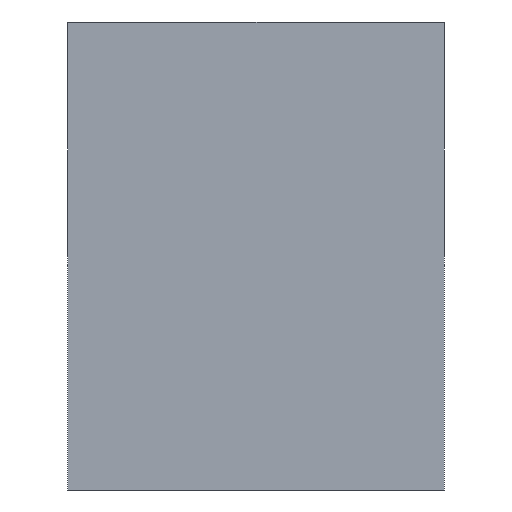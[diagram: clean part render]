
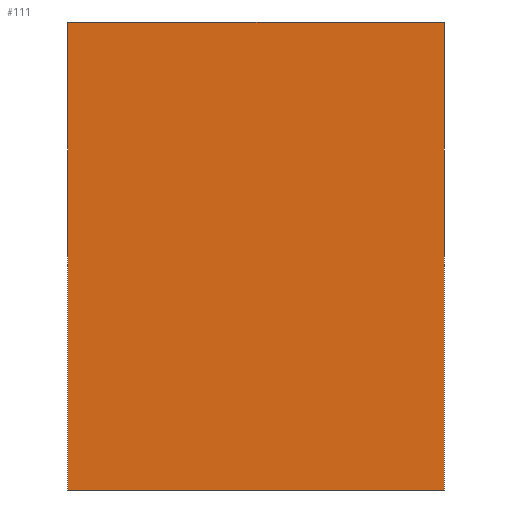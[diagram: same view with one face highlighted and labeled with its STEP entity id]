
A CAD part, left-side view. The second image highlights one B-rep face of the part: STEP entity #111.
In plain terms, the highlighted planar face has unit normal (-1, 0, 0).
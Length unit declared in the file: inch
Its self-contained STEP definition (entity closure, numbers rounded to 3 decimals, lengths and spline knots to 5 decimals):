
#27 = VERTEX_POINT ( 'NONE', #204 ) ;
#28 = VERTEX_POINT ( 'NONE', #206 ) ;
#34 = VERTEX_POINT ( 'NONE', #207 ) ;
#35 = VERTEX_POINT ( 'NONE', #127 ) ;
#48 = VECTOR ( 'NONE', #195, 39.37008 ) ;
#50 = VECTOR ( 'NONE', #217, 39.37008 ) ;
#52 = LINE ( 'NONE', #223, #48 ) ;
#53 = VECTOR ( 'NONE', #214, 39.37008 ) ;
#56 = LINE ( 'NONE', #213, #53 ) ;
#58 = LINE ( 'NONE', #221, #50 ) ;
#63 = VECTOR ( 'NONE', #219, 39.37008 ) ;
#66 = LINE ( 'NONE', #232, #63 ) ;
#68 = FACE_OUTER_BOUND ( 'NONE', #71, .T. ) ;
#71 = EDGE_LOOP ( 'NONE', ( #93, #94, #84, #80 ) ) ;
#80 = ORIENTED_EDGE ( 'NONE', *, *, #159, .T. ) ;
#84 = ORIENTED_EDGE ( 'NONE', *, *, #133, .F. ) ;
#93 = ORIENTED_EDGE ( 'NONE', *, *, #160, .T. ) ;
#94 = ORIENTED_EDGE ( 'NONE', *, *, #157, .F. ) ;
#111 = ADVANCED_FACE ( 'NONE', ( #68 ), #236, .F. ) ;
#127 = CARTESIAN_POINT ( 'NONE',  ( -0.965, 0.33, -0.205 ) ) ;
#133 = EDGE_CURVE ( 'NONE', #35, #28, #66, .T. ) ;
#154 = AXIS2_PLACEMENT_3D ( 'NONE', #237, #238, #239 ) ;
#157 = EDGE_CURVE ( 'NONE', #28, #27, #56, .T. ) ;
#159 = EDGE_CURVE ( 'NONE', #35, #34, #58, .T. ) ;
#160 = EDGE_CURVE ( 'NONE', #34, #27, #52, .T. ) ;
#195 = DIRECTION ( 'NONE',  ( 0., 0., 1. ) ) ;
#204 = CARTESIAN_POINT ( 'NONE',  ( -0.965, 0., 0.205 ) ) ;
#206 = CARTESIAN_POINT ( 'NONE',  ( -0.965, 0.33, 0.205 ) ) ;
#207 = CARTESIAN_POINT ( 'NONE',  ( -0.965, 0., -0.205 ) ) ;
#213 = CARTESIAN_POINT ( 'NONE',  ( -0.965, 0.33, 0.205 ) ) ;
#214 = DIRECTION ( 'NONE',  ( 0., -1., 0. ) ) ;
#217 = DIRECTION ( 'NONE',  ( 0., -1., 0. ) ) ;
#219 = DIRECTION ( 'NONE',  ( 0., 0., 1. ) ) ;
#221 = CARTESIAN_POINT ( 'NONE',  ( -0.965, 0.33, -0.205 ) ) ;
#223 = CARTESIAN_POINT ( 'NONE',  ( -0.965, 0., 0.205 ) ) ;
#232 = CARTESIAN_POINT ( 'NONE',  ( -0.965, 0.33, 0.205 ) ) ;
#236 = PLANE ( 'NONE',  #154 ) ;
#237 = CARTESIAN_POINT ( 'NONE',  ( -0.965, 0.33, 0.205 ) ) ;
#238 = DIRECTION ( 'NONE',  ( 1., 0., 0. ) ) ;
#239 = DIRECTION ( 'NONE',  ( 0., 0., -1. ) ) ;
